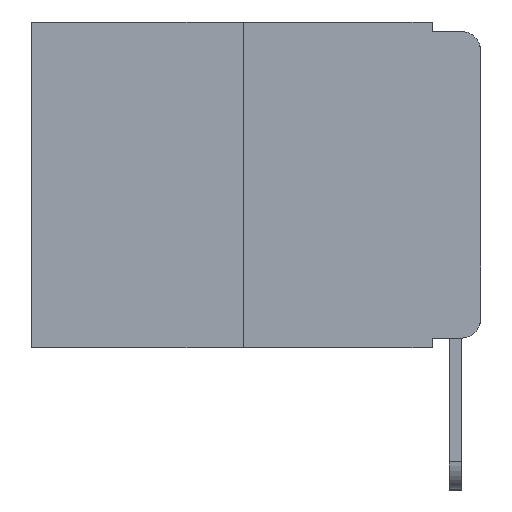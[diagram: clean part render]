
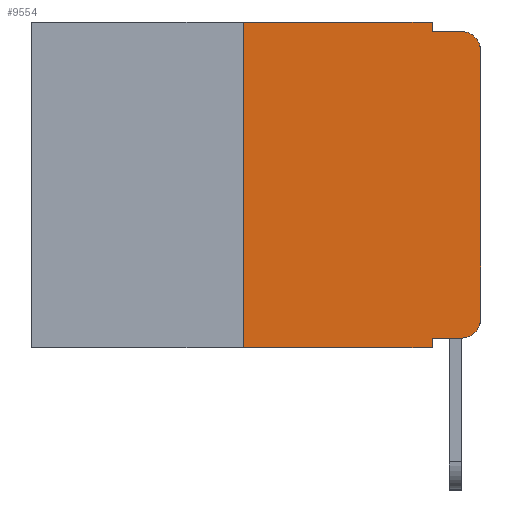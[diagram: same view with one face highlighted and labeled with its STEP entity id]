
A CAD part, left-side view. The second image highlights one B-rep face of the part: STEP entity #9554.
In plain terms, the highlighted planar face has unit normal (-1, 0, 0).
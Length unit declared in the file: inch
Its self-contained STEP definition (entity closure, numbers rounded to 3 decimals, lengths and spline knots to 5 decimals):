
#59 = VECTOR ( 'NONE', #2839, 39.37008 ) ;
#302 = ORIENTED_EDGE ( 'NONE', *, *, #5199, .F. ) ;
#391 = VERTEX_POINT ( 'NONE', #12156 ) ;
#409 = EDGE_CURVE ( 'NONE', #4231, #2253, #10427, .T. ) ;
#500 = VECTOR ( 'NONE', #7352, 39.37008 ) ;
#501 = CARTESIAN_POINT ( 'NONE',  ( 0., 0.473, 0. ) ) ;
#502 = CARTESIAN_POINT ( 'NONE',  ( 0., 0.25, 0. ) ) ;
#609 = VECTOR ( 'NONE', #8902, 39.37008 ) ;
#873 = CARTESIAN_POINT ( 'NONE',  ( 0., 0.473, 0. ) ) ;
#1173 = EDGE_CURVE ( 'NONE', #2253, #6234, #1927, .T. ) ;
#1563 = VERTEX_POINT ( 'NONE', #502 ) ;
#1927 = CIRCLE ( 'NONE', #6763, 0.02 ) ;
#1992 = ORIENTED_EDGE ( 'NONE', *, *, #10578, .F. ) ;
#2065 = CARTESIAN_POINT ( 'NONE',  ( 0., 0.051, -0.01 ) ) ;
#2176 = CARTESIAN_POINT ( 'NONE',  ( 0., 0., -0.313 ) ) ;
#2202 = EDGE_CURVE ( 'NONE', #3483, #6234, #6698, .T. ) ;
#2253 = VERTEX_POINT ( 'NONE', #6717 ) ;
#2689 = DIRECTION ( 'NONE',  ( 0., -1., 0. ) ) ;
#2839 = DIRECTION ( 'NONE',  ( 0., 0., 1. ) ) ;
#3483 = VERTEX_POINT ( 'NONE', #5892 ) ;
#3501 = EDGE_CURVE ( 'NONE', #5151, #391, #4333, .T. ) ;
#3542 = DIRECTION ( 'NONE',  ( 0., 0., -1. ) ) ;
#3563 = LINE ( 'NONE', #11299, #500 ) ;
#3609 = PLANE ( 'NONE',  #4778 ) ;
#3623 = ORIENTED_EDGE ( 'NONE', *, *, #4663, .T. ) ;
#3689 = LINE ( 'NONE', #873, #609 ) ;
#3691 = ORIENTED_EDGE ( 'NONE', *, *, #1173, .T. ) ;
#4231 = VERTEX_POINT ( 'NONE', #2176 ) ;
#4333 = LINE ( 'NONE', #5870, #9291 ) ;
#4599 = VECTOR ( 'NONE', #11883, 39.37008 ) ;
#4663 = EDGE_CURVE ( 'NONE', #5310, #391, #5866, .T. ) ;
#4778 = AXIS2_PLACEMENT_3D ( 'NONE', #501, #5608, #12499 ) ;
#4871 = ORIENTED_EDGE ( 'NONE', *, *, #3501, .F. ) ;
#4913 = LINE ( 'NONE', #7942, #4599 ) ;
#4921 = CARTESIAN_POINT ( 'NONE',  ( 0., 0.051, -0.333 ) ) ;
#5084 = CARTESIAN_POINT ( 'NONE',  ( 0., 0.25, -0.343 ) ) ;
#5144 = DIRECTION ( 'NONE',  ( -1., 0., 0. ) ) ;
#5151 = VERTEX_POINT ( 'NONE', #4921 ) ;
#5199 = EDGE_CURVE ( 'NONE', #10492, #3483, #4913, .T. ) ;
#5310 = VERTEX_POINT ( 'NONE', #5084 ) ;
#5608 = DIRECTION ( 'NONE',  ( 1., 0., 0. ) ) ;
#5866 = LINE ( 'NONE', #9856, #8177 ) ;
#5870 = CARTESIAN_POINT ( 'NONE',  ( 0., 0.051, 0. ) ) ;
#5892 = CARTESIAN_POINT ( 'NONE',  ( 0., 0.051, -0.01 ) ) ;
#6044 = VERTEX_POINT ( 'NONE', #11060 ) ;
#6086 = DIRECTION ( 'NONE',  ( 0., -1., 0. ) ) ;
#6234 = VERTEX_POINT ( 'NONE', #7286 ) ;
#6389 = VECTOR ( 'NONE', #2689, 39.37008 ) ;
#6398 = FACE_OUTER_BOUND ( 'NONE', #11593, .T. ) ;
#6698 = LINE ( 'NONE', #2065, #6389 ) ;
#6717 = CARTESIAN_POINT ( 'NONE',  ( 0., 0., -0.03 ) ) ;
#6763 = AXIS2_PLACEMENT_3D ( 'NONE', #10020, #8253, #6927 ) ;
#6927 = DIRECTION ( 'NONE',  ( 0., 0., -1. ) ) ;
#7286 = CARTESIAN_POINT ( 'NONE',  ( 0., 0.02, -0.01 ) ) ;
#7352 = DIRECTION ( 'NONE',  ( 0., 0., 1. ) ) ;
#7370 = ORIENTED_EDGE ( 'NONE', *, *, #12063, .F. ) ;
#7812 = VECTOR ( 'NONE', #6086, 39.37008 ) ;
#7826 = ORIENTED_EDGE ( 'NONE', *, *, #2202, .F. ) ;
#7942 = CARTESIAN_POINT ( 'NONE',  ( 0., 0.051, 0. ) ) ;
#7990 = EDGE_CURVE ( 'NONE', #5151, #6044, #10455, .T. ) ;
#8177 = VECTOR ( 'NONE', #9901, 39.37008 ) ;
#8210 = CARTESIAN_POINT ( 'NONE',  ( 0., 0.051, 0. ) ) ;
#8253 = DIRECTION ( 'NONE',  ( -1., 0., 0. ) ) ;
#8902 = DIRECTION ( 'NONE',  ( 0., -1., 0. ) ) ;
#9067 = ORIENTED_EDGE ( 'NONE', *, *, #409, .T. ) ;
#9291 = VECTOR ( 'NONE', #3542, 39.37008 ) ;
#9554 = ADVANCED_FACE ( 'NONE', ( #6398 ), #3609, .F. ) ;
#9651 = CARTESIAN_POINT ( 'NONE',  ( 0., 0., 0. ) ) ;
#9856 = CARTESIAN_POINT ( 'NONE',  ( 0., 0.473, -0.343 ) ) ;
#9901 = DIRECTION ( 'NONE',  ( 0., -1., 0. ) ) ;
#9983 = ORIENTED_EDGE ( 'NONE', *, *, #10412, .T. ) ;
#10020 = CARTESIAN_POINT ( 'NONE',  ( 0., 0.02, -0.03 ) ) ;
#10256 = CIRCLE ( 'NONE', #12855, 0.02 ) ;
#10321 = ORIENTED_EDGE ( 'NONE', *, *, #7990, .T. ) ;
#10412 = EDGE_CURVE ( 'NONE', #6044, #4231, #10256, .T. ) ;
#10427 = LINE ( 'NONE', #9651, #59 ) ;
#10455 = LINE ( 'NONE', #12026, #7812 ) ;
#10492 = VERTEX_POINT ( 'NONE', #8210 ) ;
#10578 = EDGE_CURVE ( 'NONE', #5310, #1563, #3563, .T. ) ;
#11060 = CARTESIAN_POINT ( 'NONE',  ( 0., 0.02, -0.333 ) ) ;
#11087 = CARTESIAN_POINT ( 'NONE',  ( 0., 0.02, -0.313 ) ) ;
#11299 = CARTESIAN_POINT ( 'NONE',  ( 0., 0.25, 0. ) ) ;
#11593 = EDGE_LOOP ( 'NONE', ( #9067, #3691, #7826, #302, #7370, #1992, #3623, #4871, #10321, #9983 ) ) ;
#11883 = DIRECTION ( 'NONE',  ( 0., 0., -1. ) ) ;
#12026 = CARTESIAN_POINT ( 'NONE',  ( 0., 0.051, -0.333 ) ) ;
#12063 = EDGE_CURVE ( 'NONE', #1563, #10492, #3689, .T. ) ;
#12075 = DIRECTION ( 'NONE',  ( 0., 0., -1. ) ) ;
#12156 = CARTESIAN_POINT ( 'NONE',  ( 0., 0.051, -0.343 ) ) ;
#12499 = DIRECTION ( 'NONE',  ( 0., 0., -1. ) ) ;
#12855 = AXIS2_PLACEMENT_3D ( 'NONE', #11087, #5144, #12075 ) ;
